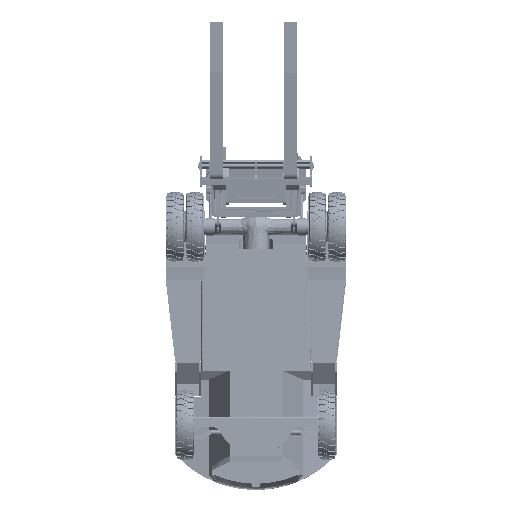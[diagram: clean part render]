
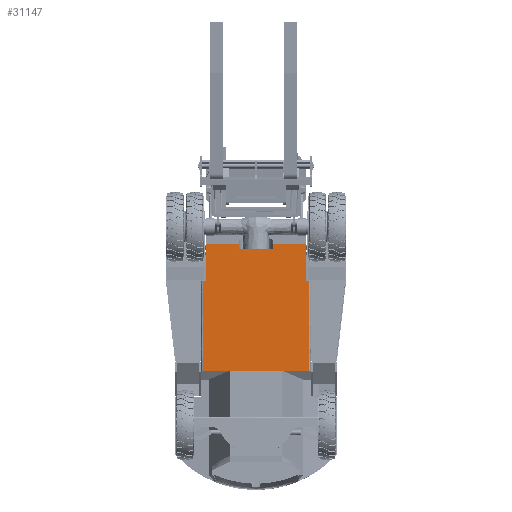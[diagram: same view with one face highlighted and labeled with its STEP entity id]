
A CAD part, front view. The second image highlights one B-rep face of the part: STEP entity #31147.
In plain terms, the highlighted free-form (B-spline) face has degree [1, 1] with [2, 2] control points.
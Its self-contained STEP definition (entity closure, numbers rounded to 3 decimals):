
#14071 = VERTEX_POINT('',#14072);
#14072 = CARTESIAN_POINT('',(-843.104,363.377,
    -873.16));
#14434 = VERTEX_POINT('',#14435);
#14435 = CARTESIAN_POINT('',(-860.854,363.377,
    -873.16));
#14646 = EDGE_CURVE('',#14434,#14071,#14647,.T.);
#14647 = B_SPLINE_CURVE_WITH_KNOTS('',1,(#14648,#14649),.UNSPECIFIED.,
  .F.,.F.,(2,2),(431.8,444.5),.PIECEWISE_BEZIER_KNOTS.);
#14648 = CARTESIAN_POINT('',(-860.854,363.377,
    -873.16));
#14649 = CARTESIAN_POINT('',(-843.104,363.377,
    -873.16));
#15417 = VERTEX_POINT('',#15418);
#15418 = CARTESIAN_POINT('',(843.104,363.377,
    -873.16));
#15821 = EDGE_CURVE('',#15822,#15417,#15824,.T.);
#15822 = VERTEX_POINT('',#15823);
#15823 = CARTESIAN_POINT('',(860.854,363.377,
    -873.16));
#15824 = B_SPLINE_CURVE_WITH_KNOTS('',1,(#15825,#15826),.UNSPECIFIED.,
  .F.,.F.,(2,2),(431.8,444.5),.PIECEWISE_BEZIER_KNOTS.);
#15825 = CARTESIAN_POINT('',(860.854,363.377,
    -873.16));
#15826 = CARTESIAN_POINT('',(843.104,363.377,
    -873.16));
#26744 = EDGE_CURVE('',#26745,#26747,#26749,.T.);
#26745 = VERTEX_POINT('',#26746);
#26746 = CARTESIAN_POINT('',(-41.502,363.377,
    -354.991));
#26747 = VERTEX_POINT('',#26748);
#26748 = CARTESIAN_POINT('',(41.502,363.377,
    -354.991));
#26749 = B_SPLINE_CURVE_WITH_KNOTS('',1,(#26750,#26751),.UNSPECIFIED.,
  .F.,.F.,(2,2),(278.28,337.67),
  .PIECEWISE_BEZIER_KNOTS.);
#26750 = CARTESIAN_POINT('',(-41.502,363.377,
    -354.991));
#26751 = CARTESIAN_POINT('',(41.502,363.377,
    -354.991));
#30777 = VERTEX_POINT('',#30778);
#30778 = CARTESIAN_POINT('',(283.993,363.377,
    -279.622));
#30785 = VERTEX_POINT('',#30786);
#30786 = CARTESIAN_POINT('',(283.993,363.377,
    -354.991));
#30791 = EDGE_CURVE('',#30777,#30785,#30792,.T.);
#30792 = B_SPLINE_CURVE_WITH_KNOTS('',1,(#30793,#30794),.UNSPECIFIED.,
  .F.,.F.,(2,2),(1560.674,1614.602),
  .PIECEWISE_BEZIER_KNOTS.);
#30793 = CARTESIAN_POINT('',(283.993,363.377,
    -279.622));
#30794 = CARTESIAN_POINT('',(283.993,363.377,
    -354.991));
#30805 = VERTEX_POINT('',#30806);
#30806 = CARTESIAN_POINT('',(-283.993,363.377,
    -354.991));
#30813 = VERTEX_POINT('',#30814);
#30814 = CARTESIAN_POINT('',(-283.993,363.377,
    -279.622));
#30819 = EDGE_CURVE('',#30805,#30813,#30820,.T.);
#30820 = B_SPLINE_CURVE_WITH_KNOTS('',1,(#30821,#30822),.UNSPECIFIED.,
  .F.,.F.,(2,2),(-1614.602,-1560.674),
  .PIECEWISE_BEZIER_KNOTS.);
#30821 = CARTESIAN_POINT('',(-283.993,363.377,
    -354.991));
#30822 = CARTESIAN_POINT('',(-283.993,363.377,
    -279.622));
#30833 = EDGE_CURVE('',#26747,#30785,#30834,.T.);
#30834 = B_SPLINE_CURVE_WITH_KNOTS('',1,(#30835,#30836),.UNSPECIFIED.,
  .F.,.F.,(2,2),(645.645,819.15),.PIECEWISE_BEZIER_KNOTS.);
#30835 = CARTESIAN_POINT('',(41.502,363.377,
    -354.991));
#30836 = CARTESIAN_POINT('',(283.993,363.377,
    -354.991));
#30841 = EDGE_CURVE('',#30805,#26745,#30842,.T.);
#30842 = B_SPLINE_CURVE_WITH_KNOTS('',1,(#30843,#30844),.UNSPECIFIED.,
  .F.,.F.,(2,2),(412.75,586.255),.PIECEWISE_BEZIER_KNOTS.);
#30843 = CARTESIAN_POINT('',(-283.993,363.377,
    -354.991));
#30844 = CARTESIAN_POINT('',(-41.502,363.377,
    -354.991));
#31008 = VERTEX_POINT('',#31009);
#31009 = CARTESIAN_POINT('',(-816.48,363.377,
    -279.622));
#31038 = VERTEX_POINT('',#31039);
#31039 = CARTESIAN_POINT('',(-816.48,363.377,
    -873.16));
#31044 = EDGE_CURVE('',#31008,#31038,#31045,.T.);
#31045 = B_SPLINE_CURVE_WITH_KNOTS('',1,(#31046,#31047),.UNSPECIFIED.,
  .F.,.F.,(2,2),(1560.674,1985.357),
  .PIECEWISE_BEZIER_KNOTS.);
#31046 = CARTESIAN_POINT('',(-816.48,363.377,
    -279.622));
#31047 = CARTESIAN_POINT('',(-816.48,363.377,
    -873.16));
#31057 = EDGE_CURVE('',#31058,#31060,#31062,.T.);
#31058 = VERTEX_POINT('',#31059);
#31059 = CARTESIAN_POINT('',(816.48,363.377,
    -873.16));
#31060 = VERTEX_POINT('',#31061);
#31061 = CARTESIAN_POINT('',(816.48,363.377,
    -279.622));
#31062 = B_SPLINE_CURVE_WITH_KNOTS('',1,(#31063,#31064),.UNSPECIFIED.,
  .F.,.F.,(2,2),(-1985.357,-1560.674),
  .PIECEWISE_BEZIER_KNOTS.);
#31063 = CARTESIAN_POINT('',(816.48,363.377,
    -873.16));
#31064 = CARTESIAN_POINT('',(816.48,363.377,
    -279.622));
#31130 = EDGE_CURVE('',#30777,#31060,#31131,.T.);
#31131 = B_SPLINE_CURVE_WITH_KNOTS('',1,(#31132,#31133),.UNSPECIFIED.,
  .F.,.F.,(2,2),(819.15,1200.15),.PIECEWISE_BEZIER_KNOTS.);
#31132 = CARTESIAN_POINT('',(283.993,363.377,
    -279.622));
#31133 = CARTESIAN_POINT('',(816.48,363.377,
    -279.622));
#31138 = EDGE_CURVE('',#31008,#30813,#31139,.T.);
#31139 = B_SPLINE_CURVE_WITH_KNOTS('',1,(#31140,#31141),.UNSPECIFIED.,
  .F.,.F.,(2,2),(31.75,412.75),.PIECEWISE_BEZIER_KNOTS.);
#31140 = CARTESIAN_POINT('',(-816.48,363.377,
    -279.622));
#31141 = CARTESIAN_POINT('',(-283.993,363.377,
    -279.622));
#31147 = ADVANCED_FACE('',(#31148),#31190,.F.);
#31148 = FACE_BOUND('',#31149,.T.);
#31149 = EDGE_LOOP('',(#31150,#31151,#31152,#31153,#31154,#31159,#31160,
    #31167,#31174,#31179,#31180,#31185,#31186,#31187,#31188,#31189));
#31150 = ORIENTED_EDGE('',*,*,#30841,.F.);
#31151 = ORIENTED_EDGE('',*,*,#30819,.T.);
#31152 = ORIENTED_EDGE('',*,*,#31138,.F.);
#31153 = ORIENTED_EDGE('',*,*,#31044,.T.);
#31154 = ORIENTED_EDGE('',*,*,#31155,.T.);
#31155 = EDGE_CURVE('',#31038,#14071,#31156,.T.);
#31156 = B_SPLINE_CURVE_WITH_KNOTS('',1,(#31157,#31158),.UNSPECIFIED.,
  .F.,.F.,(2,2),(701.121,720.171),
  .PIECEWISE_BEZIER_KNOTS.);
#31157 = CARTESIAN_POINT('',(-816.48,363.377,
    -873.16));
#31158 = CARTESIAN_POINT('',(-843.104,363.377,
    -873.16));
#31159 = ORIENTED_EDGE('',*,*,#14646,.F.);
#31160 = ORIENTED_EDGE('',*,*,#31161,.T.);
#31161 = EDGE_CURVE('',#14434,#31162,#31164,.T.);
#31162 = VERTEX_POINT('',#31163);
#31163 = CARTESIAN_POINT('',(-860.854,363.377,
    -2333.343));
#31164 = B_SPLINE_CURVE_WITH_KNOTS('',1,(#31165,#31166),.UNSPECIFIED.,
  .F.,.F.,(2,2),(1985.357,3030.133),
  .PIECEWISE_BEZIER_KNOTS.);
#31165 = CARTESIAN_POINT('',(-860.854,363.377,
    -873.16));
#31166 = CARTESIAN_POINT('',(-860.854,363.377,
    -2333.343));
#31167 = ORIENTED_EDGE('',*,*,#31168,.T.);
#31168 = EDGE_CURVE('',#31162,#31169,#31171,.T.);
#31169 = VERTEX_POINT('',#31170);
#31170 = CARTESIAN_POINT('',(860.854,363.377,
    -2333.343));
#31171 = B_SPLINE_CURVE_WITH_KNOTS('',1,(#31172,#31173),.UNSPECIFIED.,
  .F.,.F.,(2,2),(0.,1231.9),.PIECEWISE_BEZIER_KNOTS.);
#31172 = CARTESIAN_POINT('',(-860.854,363.377,
    -2333.343));
#31173 = CARTESIAN_POINT('',(860.854,363.377,
    -2333.343));
#31174 = ORIENTED_EDGE('',*,*,#31175,.F.);
#31175 = EDGE_CURVE('',#15822,#31169,#31176,.T.);
#31176 = B_SPLINE_CURVE_WITH_KNOTS('',1,(#31177,#31178),.UNSPECIFIED.,
  .F.,.F.,(2,2),(1985.357,3030.133),
  .PIECEWISE_BEZIER_KNOTS.);
#31177 = CARTESIAN_POINT('',(860.854,363.377,
    -873.16));
#31178 = CARTESIAN_POINT('',(860.854,363.377,
    -2333.343));
#31179 = ORIENTED_EDGE('',*,*,#15821,.T.);
#31180 = ORIENTED_EDGE('',*,*,#31181,.F.);
#31181 = EDGE_CURVE('',#31058,#15417,#31182,.T.);
#31182 = B_SPLINE_CURVE_WITH_KNOTS('',1,(#31183,#31184),.UNSPECIFIED.,
  .F.,.F.,(2,2),(701.121,720.171),
  .PIECEWISE_BEZIER_KNOTS.);
#31183 = CARTESIAN_POINT('',(816.48,363.377,
    -873.16));
#31184 = CARTESIAN_POINT('',(843.104,363.377,
    -873.16));
#31185 = ORIENTED_EDGE('',*,*,#31057,.T.);
#31186 = ORIENTED_EDGE('',*,*,#31130,.F.);
#31187 = ORIENTED_EDGE('',*,*,#30791,.T.);
#31188 = ORIENTED_EDGE('',*,*,#30833,.F.);
#31189 = ORIENTED_EDGE('',*,*,#26744,.F.);
#31190 = B_SPLINE_SURFACE_WITH_KNOTS('',1,1,(
    (#31191,#31192)
    ,(#31193,#31194
    )),.UNSPECIFIED.,.F.,.F.,.F.,(2,2),(2,2),(-3030.133,
    -1560.674),(0.,1231.9),.PIECEWISE_BEZIER_KNOTS.);
#31191 = CARTESIAN_POINT('',(-860.854,363.377,
    -2333.343));
#31192 = CARTESIAN_POINT('',(860.854,363.377,
    -2333.343));
#31193 = CARTESIAN_POINT('',(-860.854,363.377,
    -279.622));
#31194 = CARTESIAN_POINT('',(860.854,363.377,
    -279.622));
